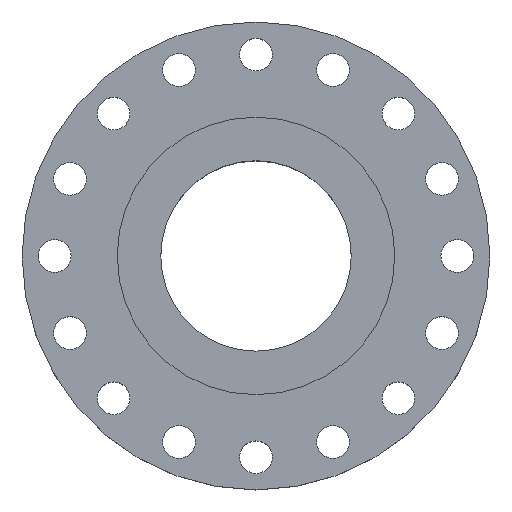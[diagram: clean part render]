
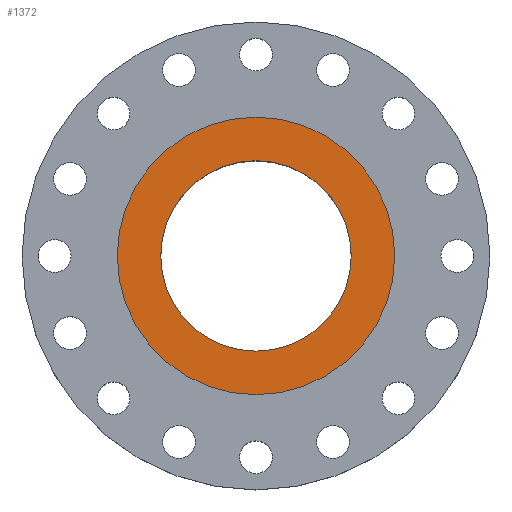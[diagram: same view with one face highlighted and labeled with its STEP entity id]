
A CAD part, top view. The second image highlights one B-rep face of the part: STEP entity #1372.
In plain terms, the highlighted planar face has unit normal (0, 0, 1).
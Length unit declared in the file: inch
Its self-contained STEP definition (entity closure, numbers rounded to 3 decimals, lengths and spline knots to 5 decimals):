
#35 = CIRCLE ( 'NONE', #916, 4.375 ) ;
#52 = EDGE_LOOP ( 'NONE', ( #1672, #970 ) ) ;
#87 = PLANE ( 'NONE',  #313 ) ;
#95 = DIRECTION ( 'NONE',  ( -1., 0., 0. ) ) ;
#113 = DIRECTION ( 'NONE',  ( 0., 0., 1. ) ) ;
#160 = VERTEX_POINT ( 'NONE', #740 ) ;
#213 = CARTESIAN_POINT ( 'NONE',  ( 0., 0., 0. ) ) ;
#222 = CARTESIAN_POINT ( 'NONE',  ( 0., 4.375, 0. ) ) ;
#261 = ORIENTED_EDGE ( 'NONE', *, *, #606, .T. ) ;
#296 = DIRECTION ( 'NONE',  ( 1., 0., 0. ) ) ;
#313 = AXIS2_PLACEMENT_3D ( 'NONE', #222, #1624, #95 ) ;
#315 = DIRECTION ( 'NONE',  ( 1., 0., 0. ) ) ;
#342 = CARTESIAN_POINT ( 'NONE',  ( 0., 0., 0. ) ) ;
#459 = DIRECTION ( 'NONE',  ( 0., 0., 1. ) ) ;
#475 = VERTEX_POINT ( 'NONE', #1008 ) ;
#546 = ORIENTED_EDGE ( 'NONE', *, *, #940, .T. ) ;
#606 = EDGE_CURVE ( 'NONE', #719, #475, #705, .T. ) ;
#625 = DIRECTION ( 'NONE',  ( 0., 0., 1. ) ) ;
#705 = CIRCLE ( 'NONE', #1403, 6.375 ) ;
#719 = VERTEX_POINT ( 'NONE', #1400 ) ;
#740 = CARTESIAN_POINT ( 'NONE',  ( -4.375, 0., 0. ) ) ;
#798 = AXIS2_PLACEMENT_3D ( 'NONE', #1551, #1568, #296 ) ;
#916 = AXIS2_PLACEMENT_3D ( 'NONE', #342, #625, #945 ) ;
#940 = EDGE_CURVE ( 'NONE', #475, #719, #1431, .T. ) ;
#945 = DIRECTION ( 'NONE',  ( 1., 0., 0. ) ) ;
#970 = ORIENTED_EDGE ( 'NONE', *, *, #1417, .F. ) ;
#1008 = CARTESIAN_POINT ( 'NONE',  ( -6.375, 0., 0. ) ) ;
#1013 = EDGE_LOOP ( 'NONE', ( #261, #546 ) ) ;
#1142 = CIRCLE ( 'NONE', #1537, 4.375 ) ;
#1334 = DIRECTION ( 'NONE',  ( 1., 0., 0. ) ) ;
#1348 = EDGE_CURVE ( 'NONE', #1508, #160, #1142, .T. ) ;
#1372 = ADVANCED_FACE ( 'NONE', ( #1481, #1744 ), #87, .F. ) ;
#1400 = CARTESIAN_POINT ( 'NONE',  ( 6.375, 0., 0. ) ) ;
#1403 = AXIS2_PLACEMENT_3D ( 'NONE', #213, #113, #1334 ) ;
#1417 = EDGE_CURVE ( 'NONE', #160, #1508, #35, .T. ) ;
#1431 = CIRCLE ( 'NONE', #798, 6.375 ) ;
#1481 = FACE_BOUND ( 'NONE', #52, .T. ) ;
#1508 = VERTEX_POINT ( 'NONE', #1747 ) ;
#1537 = AXIS2_PLACEMENT_3D ( 'NONE', #1704, #459, #315 ) ;
#1551 = CARTESIAN_POINT ( 'NONE',  ( 0., 0., 0. ) ) ;
#1568 = DIRECTION ( 'NONE',  ( 0., 0., 1. ) ) ;
#1624 = DIRECTION ( 'NONE',  ( 0., 0., -1. ) ) ;
#1672 = ORIENTED_EDGE ( 'NONE', *, *, #1348, .F. ) ;
#1704 = CARTESIAN_POINT ( 'NONE',  ( 0., 0., 0. ) ) ;
#1744 = FACE_OUTER_BOUND ( 'NONE', #1013, .T. ) ;
#1747 = CARTESIAN_POINT ( 'NONE',  ( 4.375, 0., 0. ) ) ;
